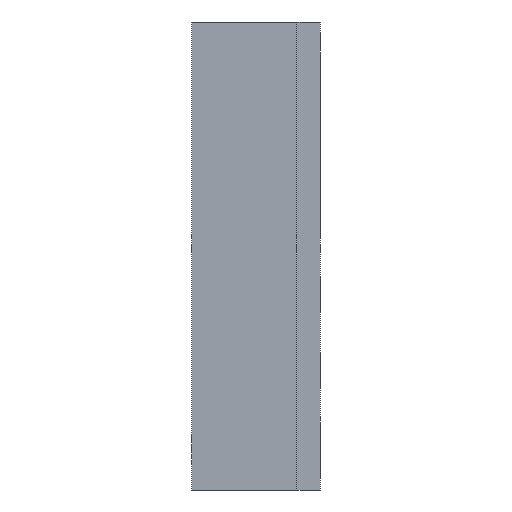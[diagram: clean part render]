
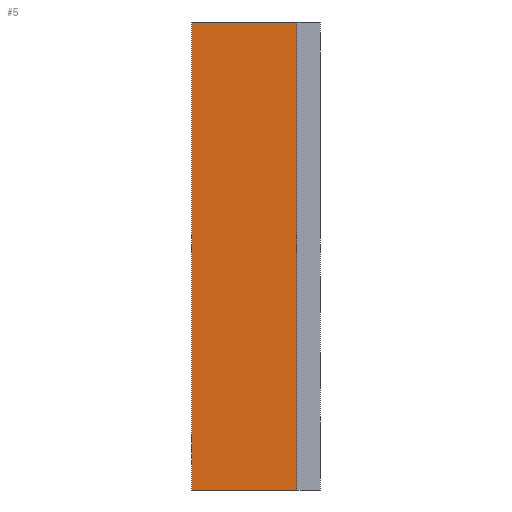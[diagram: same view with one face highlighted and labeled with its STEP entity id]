
A CAD part, left-side view. The second image highlights one B-rep face of the part: STEP entity #5.
In plain terms, the highlighted planar face has unit normal (-1, 0, 0).
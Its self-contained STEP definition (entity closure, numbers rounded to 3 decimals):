
#5 = ADVANCED_FACE ( 'NONE', ( #4670 ), #384, .F. ) ;
#53 = EDGE_CURVE ( 'NONE', #674, #4112, #4377, .T. ) ;
#61 = VERTEX_POINT ( 'NONE', #4456 ) ;
#100 = CARTESIAN_POINT ( 'NONE',  ( -2., 1.1, -2. ) ) ;
#384 = PLANE ( 'NONE',  #1394 ) ;
#480 = CARTESIAN_POINT ( 'NONE',  ( -2., 0.2, -2. ) ) ;
#650 = EDGE_CURVE ( 'NONE', #61, #4112, #5604, .T. ) ;
#674 = VERTEX_POINT ( 'NONE', #480 ) ;
#703 = ORIENTED_EDGE ( 'NONE', *, *, #4175, .F. ) ;
#871 = LINE ( 'NONE', #100, #2522 ) ;
#1264 = VECTOR ( 'NONE', #2717, 1000. ) ;
#1394 = AXIS2_PLACEMENT_3D ( 'NONE', #3784, #4277, #2059 ) ;
#1457 = CARTESIAN_POINT ( 'NONE',  ( -2., 1.1, 2. ) ) ;
#1644 = ORIENTED_EDGE ( 'NONE', *, *, #53, .T. ) ;
#2059 = DIRECTION ( 'NONE',  ( 0., 0., -1. ) ) ;
#2522 = VECTOR ( 'NONE', #2609, 1000. ) ;
#2606 = VECTOR ( 'NONE', #3186, 1000. ) ;
#2609 = DIRECTION ( 'NONE',  ( 0., -1., 0. ) ) ;
#2717 = DIRECTION ( 'NONE',  ( 0., 0., 1. ) ) ;
#2974 = DIRECTION ( 'NONE',  ( 0., -1., 0. ) ) ;
#3186 = DIRECTION ( 'NONE',  ( 0., 0., 1. ) ) ;
#3609 = CARTESIAN_POINT ( 'NONE',  ( -2., 1.1, -2. ) ) ;
#3784 = CARTESIAN_POINT ( 'NONE',  ( -2., 1.1, 2. ) ) ;
#3801 = CARTESIAN_POINT ( 'NONE',  ( -2., 1.1, 2. ) ) ;
#3944 = VECTOR ( 'NONE', #2974, 1000. ) ;
#4021 = EDGE_CURVE ( 'NONE', #5223, #674, #871, .T. ) ;
#4023 = ORIENTED_EDGE ( 'NONE', *, *, #650, .F. ) ;
#4112 = VERTEX_POINT ( 'NONE', #4906 ) ;
#4175 = EDGE_CURVE ( 'NONE', #5223, #61, #5003, .T. ) ;
#4277 = DIRECTION ( 'NONE',  ( 1., 0., 0. ) ) ;
#4377 = LINE ( 'NONE', #5429, #1264 ) ;
#4456 = CARTESIAN_POINT ( 'NONE',  ( -2., 1.1, 2. ) ) ;
#4530 = EDGE_LOOP ( 'NONE', ( #5400, #1644, #4023, #703 ) ) ;
#4670 = FACE_OUTER_BOUND ( 'NONE', #4530, .T. ) ;
#4906 = CARTESIAN_POINT ( 'NONE',  ( -2., 0.2, 2. ) ) ;
#5003 = LINE ( 'NONE', #1457, #2606 ) ;
#5223 = VERTEX_POINT ( 'NONE', #3609 ) ;
#5400 = ORIENTED_EDGE ( 'NONE', *, *, #4021, .T. ) ;
#5429 = CARTESIAN_POINT ( 'NONE',  ( -2., 0.2, 2. ) ) ;
#5604 = LINE ( 'NONE', #3801, #3944 ) ;
